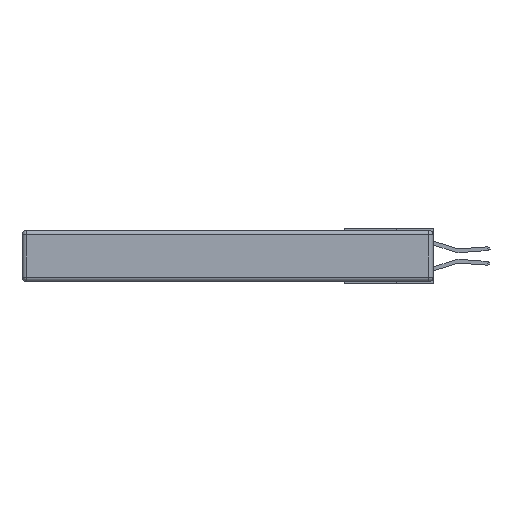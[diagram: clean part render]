
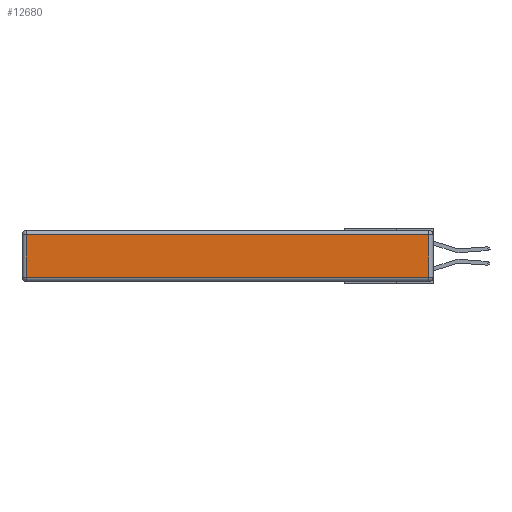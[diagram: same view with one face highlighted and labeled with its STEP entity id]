
A CAD part, left-side view. The second image highlights one B-rep face of the part: STEP entity #12680.
In plain terms, the highlighted planar face has unit normal (-1, 0, 0).
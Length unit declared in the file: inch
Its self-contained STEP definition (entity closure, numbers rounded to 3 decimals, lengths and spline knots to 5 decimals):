
#924 = ORIENTED_EDGE ( 'NONE', *, *, #19258, .T. ) ;
#1550 = CARTESIAN_POINT ( 'NONE',  ( 0., 2.72, -0.313 ) ) ;
#1942 = LINE ( 'NONE', #9902, #23032 ) ;
#2635 = DIRECTION ( 'NONE',  ( 0., 0., -1. ) ) ;
#2806 = VERTEX_POINT ( 'NONE', #1550 ) ;
#3662 = EDGE_CURVE ( 'NONE', #6540, #23883, #1942, .T. ) ;
#6527 = CARTESIAN_POINT ( 'NONE',  ( 0., 0.03, -0.03 ) ) ;
#6540 = VERTEX_POINT ( 'NONE', #6527 ) ;
#7904 = ORIENTED_EDGE ( 'NONE', *, *, #18033, .T. ) ;
#9347 = DIRECTION ( 'NONE',  ( 0., 0., 1. ) ) ;
#9902 = CARTESIAN_POINT ( 'NONE',  ( 0., 2.75, -0.03 ) ) ;
#10769 = ORIENTED_EDGE ( 'NONE', *, *, #15966, .T. ) ;
#10844 = CARTESIAN_POINT ( 'NONE',  ( 0., 0., -0.313 ) ) ;
#11728 = CARTESIAN_POINT ( 'NONE',  ( 0., 0.03, -0.343 ) ) ;
#12332 = CARTESIAN_POINT ( 'NONE',  ( 0., 2.72, -0.03 ) ) ;
#12680 = ADVANCED_FACE ( 'NONE', ( #14198 ), #14644, .T. ) ;
#13126 = DIRECTION ( 'NONE',  ( 0., -1., 0. ) ) ;
#14198 = FACE_OUTER_BOUND ( 'NONE', #14375, .T. ) ;
#14375 = EDGE_LOOP ( 'NONE', ( #924, #7904, #28893, #10769 ) ) ;
#14644 = PLANE ( 'NONE',  #15102 ) ;
#14866 = DIRECTION ( 'NONE',  ( -1., 0., 0. ) ) ;
#15102 = AXIS2_PLACEMENT_3D ( 'NONE', #27822, #14866, #33039 ) ;
#15966 = EDGE_CURVE ( 'NONE', #23883, #2806, #24301, .T. ) ;
#18033 = EDGE_CURVE ( 'NONE', #23309, #6540, #22949, .T. ) ;
#19258 = EDGE_CURVE ( 'NONE', #2806, #23309, #26918, .T. ) ;
#20322 = DIRECTION ( 'NONE',  ( 0., 1., 0. ) ) ;
#22949 = LINE ( 'NONE', #11728, #27407 ) ;
#23032 = VECTOR ( 'NONE', #20322, 39.37008 ) ;
#23309 = VERTEX_POINT ( 'NONE', #29864 ) ;
#23883 = VERTEX_POINT ( 'NONE', #12332 ) ;
#24301 = LINE ( 'NONE', #33320, #31999 ) ;
#26918 = LINE ( 'NONE', #10844, #29327 ) ;
#27407 = VECTOR ( 'NONE', #9347, 39.37008 ) ;
#27822 = CARTESIAN_POINT ( 'NONE',  ( 0., 0., -0.343 ) ) ;
#28893 = ORIENTED_EDGE ( 'NONE', *, *, #3662, .T. ) ;
#29327 = VECTOR ( 'NONE', #13126, 39.37008 ) ;
#29864 = CARTESIAN_POINT ( 'NONE',  ( 0., 0.03, -0.313 ) ) ;
#31999 = VECTOR ( 'NONE', #2635, 39.37008 ) ;
#33039 = DIRECTION ( 'NONE',  ( 0., 0., 1. ) ) ;
#33320 = CARTESIAN_POINT ( 'NONE',  ( 0., 2.72, -0.343 ) ) ;
